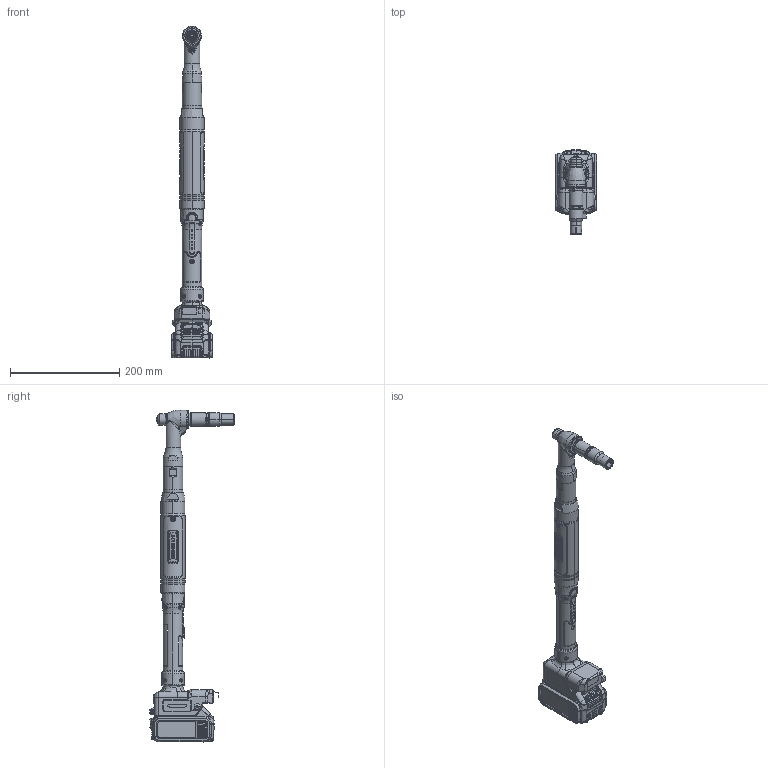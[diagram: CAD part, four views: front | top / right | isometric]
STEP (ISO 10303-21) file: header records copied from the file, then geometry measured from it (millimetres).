
FILE_DESCRIPTION((''),'2;1');
FILE_NAME('B23LH18V2-42','2016-09-07T',('CEG0317'),(''),'PRO/ENGINEER BY PARAMETRIC TECHNOLOGY CORPORATION, 2010430','PRO/ENGINEER BY PARAMETRIC TECHNOLOGY CORPORATION, 2010430','');
FILE_SCHEMA(('CONFIG_CONTROL_DESIGN'));
Products named in the file (1): B23LH18V2-42
Bounding box: 75.49 x 155.29 x 607.13 mm (x, y, z)
Surface area: 159873.3 mm2 (no closed solid volume)
Topology: 0 solids, 426 shells, 2118 faces, 9364 edges, 7406 vertices
Faces by surface type: bspline 658, cylinder 616, plane 518, cone 153, torus 102, extrusion 48, sphere 21, revolution 2
Entity records: 153595 total; most frequent: CARTESIAN_POINT 88336, ORIENTED_EDGE 12639, DIRECTION 10545, EDGE_CURVE 9356, VERTEX_POINT 7402, B_SPLINE_CURVE_WITH_KNOTS 3777, VECTOR 3631, LINE 3583
